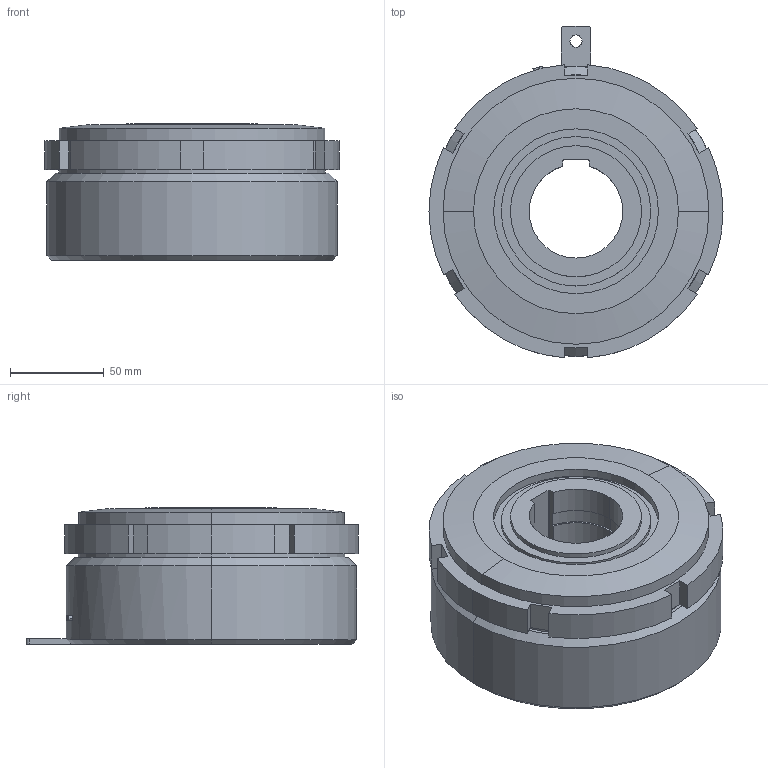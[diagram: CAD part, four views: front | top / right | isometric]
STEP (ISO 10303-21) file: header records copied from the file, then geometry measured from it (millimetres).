
FILE_DESCRIPTION (( 'STEP AP203' ), '1' );
FILE_NAME ('MDC 20_23163300(１体）.STEP', '2016-03-08T06:00:38', ( ' ' ), ( '' ), 'SwSTEP 2.0', 'SolidWorks 2009', '' );
FILE_SCHEMA (( 'CONFIG_CONTROL_DESIGN' ));
Length unit declared in the file: millimetre
Products named in the file (1): MDC 20_23163300(１体）
Bounding box: 157 x 177.27 x 73 mm (x, y, z)
Volume: 1134489.7 mm3; surface area: 93944.8 mm2
Topology: 3 solids, 3 shells, 112 faces, 284 edges, 180 vertices
Faces by surface type: cylinder 53, plane 44, torus 8, cone 7
Entity records: 3432 total; most frequent: DIRECTION 621, CARTESIAN_POINT 581, ORIENTED_EDGE 552, EDGE_CURVE 276, AXIS2_PLACEMENT_3D 236, VERTEX_POINT 180, VECTOR 149, LINE 149
